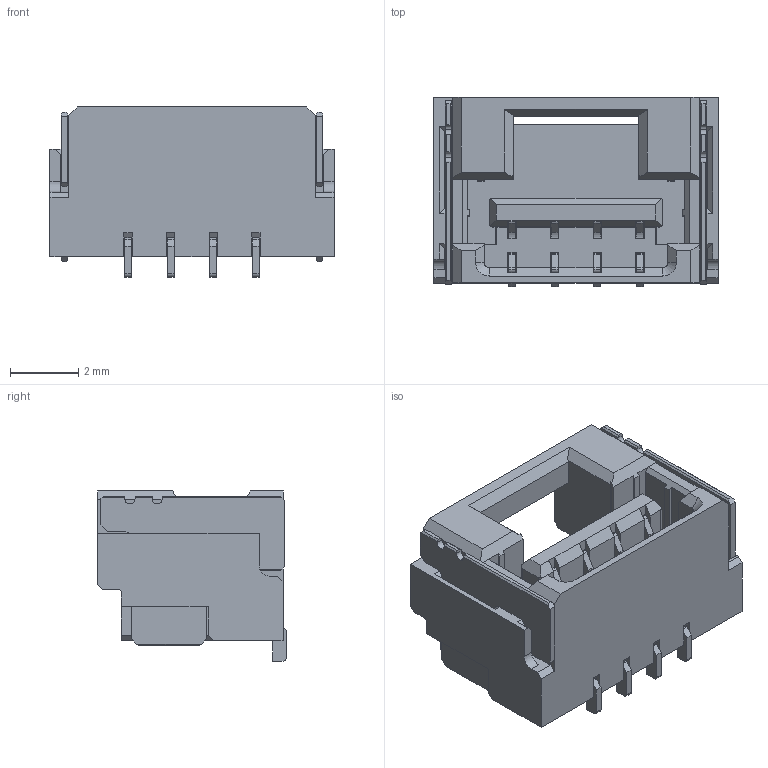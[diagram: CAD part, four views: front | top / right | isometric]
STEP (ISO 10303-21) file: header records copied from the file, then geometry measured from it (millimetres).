
FILE_DESCRIPTION(('STEP AP242'),'1');
FILE_NAME('502386-0470.stp','2021-10-09T11:18:31',('TraceParts'),('TraceParts S.A.'),'Spatial InterOp 3D',' ',' ');
FILE_SCHEMA(('AP242_MANAGED_MODEL_BASED_3D_ENGINEERING_MIM_LF {1 0 10303 442 1 1 4}'));
Length unit declared in the file: millimetre
Products named in the file (1): 502386-0470_1
Bounding box: 8.35 x 5.55 x 5 mm (x, y, z)
Volume: 109.6 mm3; surface area: 434.6 mm2
Topology: 1 solids, 1 shells, 452 faces, 1450 edges, 980 vertices
Faces by surface type: plane 366, cylinder 84, cone 2
Entity records: 15862 total; most frequent: CARTESIAN_POINT 2868, ORIENTED_EDGE 2852, DIRECTION 2516, EDGE_CURVE 1426, LINE 1276, VECTOR 1276, VERTEX_POINT 932, AXIS2_PLACEMENT_3D 620
